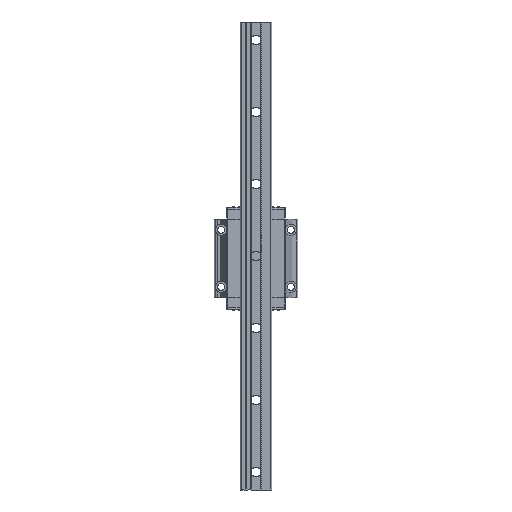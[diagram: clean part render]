
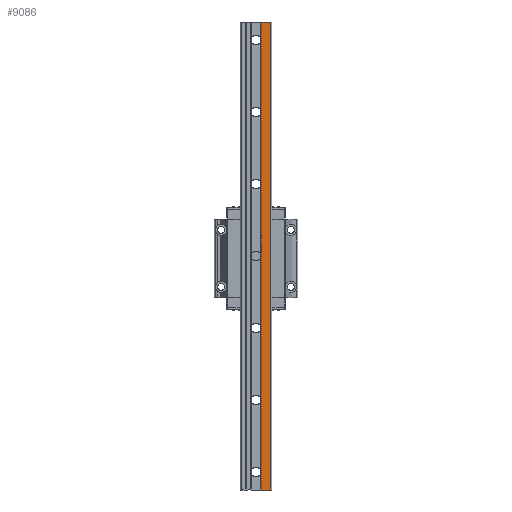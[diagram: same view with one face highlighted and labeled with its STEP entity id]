
A CAD part, front view. The second image highlights one B-rep face of the part: STEP entity #9086.
In plain terms, the highlighted face is planar.
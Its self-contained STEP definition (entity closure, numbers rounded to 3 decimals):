
#62 = AXIS2_PLACEMENT_3D ( 'NONE', #8366, #7088, #5807 ) ;
#145 = LINE ( 'NONE', #8749, #1374 ) ;
#604 = LINE ( 'NONE', #11720, #12059 ) ;
#1014 = LINE ( 'NONE', #10862, #8557 ) ;
#1264 = ORIENTED_EDGE ( 'NONE', *, *, #12222, .T. ) ;
#1374 = VECTOR ( 'NONE', #7500, 1000. ) ;
#1678 = FACE_OUTER_BOUND ( 'NONE', #9930, .T. ) ;
#1996 = VERTEX_POINT ( 'NONE', #10329 ) ;
#3326 = ORIENTED_EDGE ( 'NONE', *, *, #8996, .F. ) ;
#3505 = DIRECTION ( 'NONE',  ( 0., 0., -1. ) ) ;
#3635 = VERTEX_POINT ( 'NONE', #7629 ) ;
#3967 = VERTEX_POINT ( 'NONE', #11536 ) ;
#4777 = CARTESIAN_POINT ( 'NONE',  ( -19., 0., -7.751 ) ) ;
#5550 = EDGE_CURVE ( 'NONE', #3635, #8801, #604, .T. ) ;
#5807 = DIRECTION ( 'NONE',  ( 0., 0., -1. ) ) ;
#6032 = LINE ( 'NONE', #4777, #6066 ) ;
#6066 = VECTOR ( 'NONE', #3505, 1000. ) ;
#6502 = CARTESIAN_POINT ( 'NONE',  ( -19., 0., -8.5 ) ) ;
#6597 = ORIENTED_EDGE ( 'NONE', *, *, #8386, .T. ) ;
#7088 = DIRECTION ( 'NONE',  ( 1., 0., 0. ) ) ;
#7500 = DIRECTION ( 'NONE',  ( 0., -1., 0. ) ) ;
#7629 = CARTESIAN_POINT ( 'NONE',  ( -19., 780., -8.5 ) ) ;
#8366 = CARTESIAN_POINT ( 'NONE',  ( -19., 780., -24.4 ) ) ;
#8386 = EDGE_CURVE ( 'NONE', #1996, #3967, #145, .T. ) ;
#8557 = VECTOR ( 'NONE', #9589, 1000. ) ;
#8749 = CARTESIAN_POINT ( 'NONE',  ( -19., 780., -24.4 ) ) ;
#8801 = VERTEX_POINT ( 'NONE', #6502 ) ;
#8996 = EDGE_CURVE ( 'NONE', #8801, #3967, #6032, .T. ) ;
#9086 = ADVANCED_FACE ( 'NONE', ( #1678 ), #9612, .F. ) ;
#9556 = ORIENTED_EDGE ( 'NONE', *, *, #5550, .F. ) ;
#9589 = DIRECTION ( 'NONE',  ( 0., 0., -1. ) ) ;
#9612 = PLANE ( 'NONE',  #62 ) ;
#9930 = EDGE_LOOP ( 'NONE', ( #9556, #1264, #6597, #3326 ) ) ;
#10329 = CARTESIAN_POINT ( 'NONE',  ( -19., 780., -24.4 ) ) ;
#10460 = DIRECTION ( 'NONE',  ( 0., -1., 0. ) ) ;
#10862 = CARTESIAN_POINT ( 'NONE',  ( -19., 780., -7.751 ) ) ;
#11536 = CARTESIAN_POINT ( 'NONE',  ( -19., 0., -24.4 ) ) ;
#11720 = CARTESIAN_POINT ( 'NONE',  ( -19., 780., -8.5 ) ) ;
#12059 = VECTOR ( 'NONE', #10460, 1000. ) ;
#12222 = EDGE_CURVE ( 'NONE', #3635, #1996, #1014, .T. ) ;
